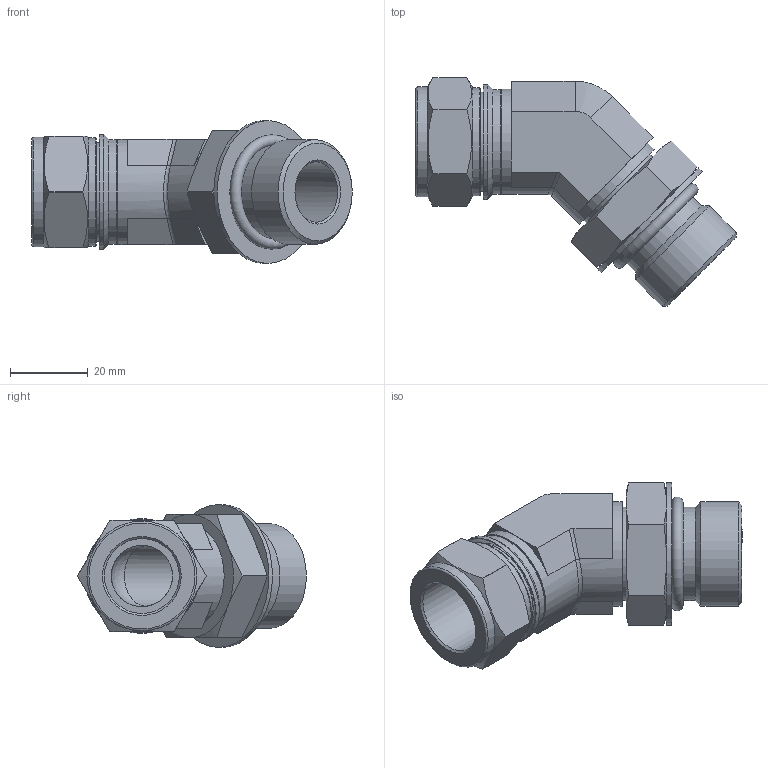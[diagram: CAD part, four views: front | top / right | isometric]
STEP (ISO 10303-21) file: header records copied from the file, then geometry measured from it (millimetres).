
FILE_DESCRIPTION(/* description */ (''),/* implementation_level */ '2;1');
FILE_NAME(/* name */ 'SPHMEI-12-12U.stp',/* time_stamp */ '2022-05-25T08:21:25+09:00',/* author */ ('user'),/* organization */ (''),/* preprocessor_version */ 'ST-DEVELOPER v18.1',/* originating_system */ 'Autodesk Inventor 2022',/* authorisation */ '');
FILE_SCHEMA (('AUTOMOTIVE_DESIGN { 1 0 10303 214 3 1 1 }'));
Length unit declared in the file: millimetre
Products named in the file (1): SPHME-12-12U
Bounding box: 82.32 x 58.75 x 36.7 mm (x, y, z)
Volume: 37267.5 mm3; surface area: 16370.8 mm2
Topology: 1 solids, 1 shells, 97 faces, 217 edges, 131 vertices
Faces by surface type: plane 43, cone 25, cylinder 24, torus 3, sphere 1, bspline 1
Full cylindrical faces by diameter (mm): 15.5 x1, 15.75 x1, 19.25 x1, 23.8 x1, 24 x2, 24.2 x1, 25.4 x1, 26.9 x2, 27 x2, 27.8 x1, 28.2 x1, 29.5 x1, 36.7 x1
Entity records: 2718 total; most frequent: CARTESIAN_POINT 559, DIRECTION 465, ORIENTED_EDGE 434, EDGE_CURVE 217, AXIS2_PLACEMENT_3D 189, VERTEX_POINT 131, EDGE_LOOP 108, FACE_OUTER_BOUND 97
